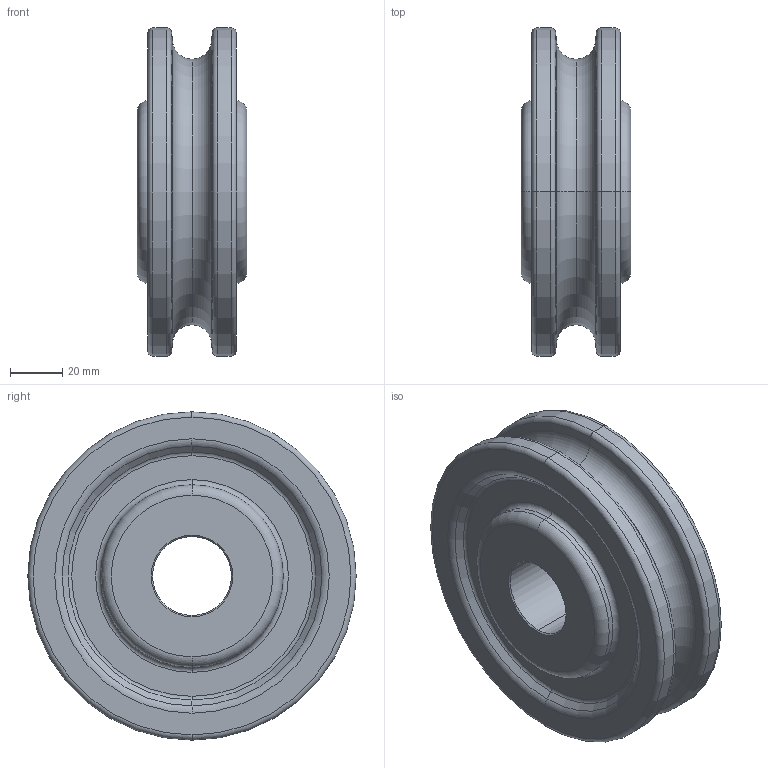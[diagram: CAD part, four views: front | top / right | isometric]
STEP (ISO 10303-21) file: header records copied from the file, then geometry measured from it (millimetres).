
FILE_DESCRIPTION (( 'STEP AP203' ), '1' );
FILE_NAME ('0015947K.STEP', '2009-06-19T05:47:42', ( ' ' ), ( '' ), 'SwSTEP 2.0', 'SolidWorks 2008', '' );
FILE_SCHEMA (( 'CONFIG_CONTROL_DESIGN' ));
Length unit declared in the file: millimetre
Products named in the file (1): 0015947K
Bounding box: 42 x 126 x 126 mm (x, y, z)
Volume: 334951.8 mm3; surface area: 47988.2 mm2
Topology: 1 solids, 1 shells, 56 faces, 112 edges, 62 vertices
Faces by surface type: torus 28, cone 12, cylinder 10, plane 6
Entity records: 1543 total; most frequent: DIRECTION 316, CARTESIAN_POINT 231, ORIENTED_EDGE 224, AXIS2_PLACEMENT_3D 147, EDGE_CURVE 112, CIRCLE 90, EDGE_LOOP 62, VERTEX_POINT 62
